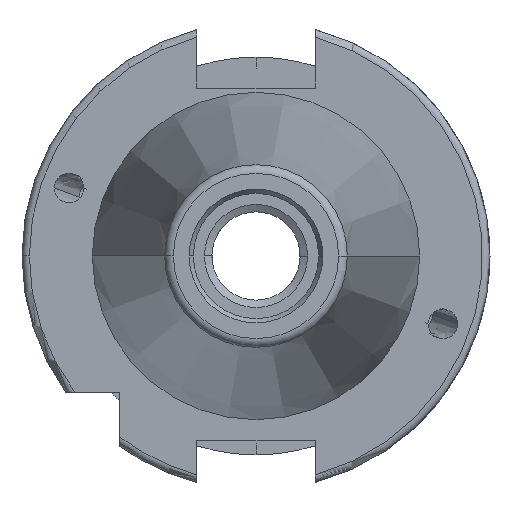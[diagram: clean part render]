
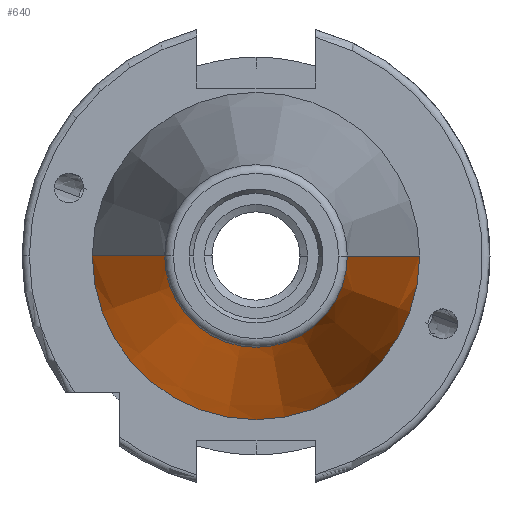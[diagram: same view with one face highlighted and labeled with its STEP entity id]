
A CAD part, left-side view. The second image highlights one B-rep face of the part: STEP entity #640.
In plain terms, the highlighted conical face has half-angle 8.297 degrees and reference radius 22.225 mm.
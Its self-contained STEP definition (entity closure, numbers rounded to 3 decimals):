
#33 = EDGE_CURVE ( 'NONE', #227, #1886, #2298, .T. ) ;
#115 = CARTESIAN_POINT ( 'NONE',  ( 9.85, -22.225, 0. ) ) ;
#227 = VERTEX_POINT ( 'NONE', #4622 ) ;
#305 = ORIENTED_EDGE ( 'NONE', *, *, #3430, .T. ) ;
#327 = DIRECTION ( 'NONE',  ( 0., -1., 0. ) ) ;
#355 = CARTESIAN_POINT ( 'NONE',  ( 9.85, 22.225, 0. ) ) ;
#451 = AXIS2_PLACEMENT_3D ( 'NONE', #575, #3876, #1063 ) ;
#575 = CARTESIAN_POINT ( 'NONE',  ( 9.85, 0., 0. ) ) ;
#640 = ADVANCED_FACE ( 'NONE', ( #4636 ), #4493, .T. ) ;
#802 = CARTESIAN_POINT ( 'NONE',  ( 9.85, 0., 0. ) ) ;
#1063 = DIRECTION ( 'NONE',  ( 0., 1., 0. ) ) ;
#1116 = EDGE_LOOP ( 'NONE', ( #1796, #3942, #305, #4380 ) ) ;
#1124 = EDGE_CURVE ( 'NONE', #4151, #227, #5391, .T. ) ;
#1332 = CARTESIAN_POINT ( 'NONE',  ( -57.523, 12.4, 0. ) ) ;
#1579 = VECTOR ( 'NONE', #4666, 1000. ) ;
#1778 = VERTEX_POINT ( 'NONE', #3690 ) ;
#1796 = ORIENTED_EDGE ( 'NONE', *, *, #1124, .F. ) ;
#1886 = VERTEX_POINT ( 'NONE', #2873 ) ;
#2298 = LINE ( 'NONE', #115, #5921 ) ;
#2512 = DIRECTION ( 'NONE',  ( 0., 1., 0. ) ) ;
#2873 = CARTESIAN_POINT ( 'NONE',  ( 9.85, -22.225, 0. ) ) ;
#2961 = DIRECTION ( 'NONE',  ( 0.99, -0.144, 0. ) ) ;
#2966 = CARTESIAN_POINT ( 'NONE',  ( -57.523, 0., 0. ) ) ;
#2974 = AXIS2_PLACEMENT_3D ( 'NONE', #2966, #5808, #2512 ) ;
#2986 = LINE ( 'NONE', #355, #1579 ) ;
#3265 = EDGE_CURVE ( 'NONE', #4151, #1778, #2986, .T. ) ;
#3430 = EDGE_CURVE ( 'NONE', #1778, #1886, #5560, .T. ) ;
#3690 = CARTESIAN_POINT ( 'NONE',  ( 9.85, 22.225, 0. ) ) ;
#3876 = DIRECTION ( 'NONE',  ( -1., 0., 0. ) ) ;
#3942 = ORIENTED_EDGE ( 'NONE', *, *, #3265, .T. ) ;
#4151 = VERTEX_POINT ( 'NONE', #1332 ) ;
#4380 = ORIENTED_EDGE ( 'NONE', *, *, #33, .F. ) ;
#4493 = CONICAL_SURFACE ( 'NONE', #5871, 22.225, 0.145 ) ;
#4622 = CARTESIAN_POINT ( 'NONE',  ( -57.523, -12.4, 0. ) ) ;
#4636 = FACE_OUTER_BOUND ( 'NONE', #1116, .T. ) ;
#4666 = DIRECTION ( 'NONE',  ( 0.99, 0.144, 0. ) ) ;
#5070 = DIRECTION ( 'NONE',  ( 1., 0., 0. ) ) ;
#5391 = CIRCLE ( 'NONE', #2974, 12.4 ) ;
#5560 = CIRCLE ( 'NONE', #451, 22.225 ) ;
#5808 = DIRECTION ( 'NONE',  ( -1., 0., 0. ) ) ;
#5871 = AXIS2_PLACEMENT_3D ( 'NONE', #802, #5070, #327 ) ;
#5921 = VECTOR ( 'NONE', #2961, 1000. ) ;
